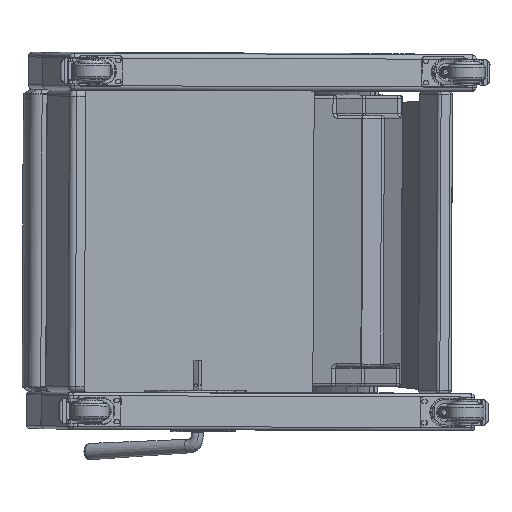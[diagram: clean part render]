
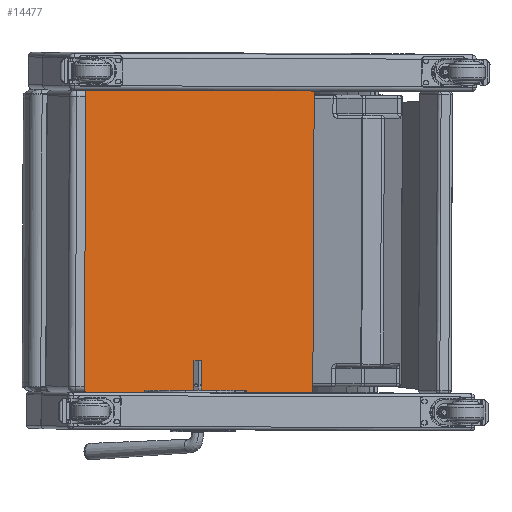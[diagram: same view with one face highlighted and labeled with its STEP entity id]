
A CAD part, front view. The second image highlights one B-rep face of the part: STEP entity #14477.
In plain terms, the highlighted face is planar.
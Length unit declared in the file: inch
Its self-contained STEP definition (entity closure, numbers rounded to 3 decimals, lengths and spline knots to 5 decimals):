
#705=PLANE('',#16039);
#1497=FACE_OUTER_BOUND('',#2453,.T.);
#2453=EDGE_LOOP('',(#10917,#10918,#10919,#10920));
#3432=LINE('',#31675,#4369);
#3439=LINE('',#31689,#4376);
#3441=LINE('',#31692,#4378);
#3444=LINE('',#31699,#4381);
#4369=VECTOR('',#18855,0.3937);
#4376=VECTOR('',#18864,0.3937);
#4378=VECTOR('',#18868,0.3937);
#4381=VECTOR('',#18879,0.3937);
#6430=VERTEX_POINT('',#31672);
#6431=VERTEX_POINT('',#31674);
#6436=VERTEX_POINT('',#31686);
#6437=VERTEX_POINT('',#31688);
#8058=EDGE_CURVE('',#6430,#6431,#3432,.T.);
#8065=EDGE_CURVE('',#6436,#6437,#3439,.T.);
#8067=EDGE_CURVE('',#6430,#6437,#3441,.T.);
#8070=EDGE_CURVE('',#6436,#6431,#3444,.T.);
#10917=ORIENTED_EDGE('',*,*,#8070,.T.);
#10918=ORIENTED_EDGE('',*,*,#8058,.F.);
#10919=ORIENTED_EDGE('',*,*,#8067,.T.);
#10920=ORIENTED_EDGE('',*,*,#8065,.F.);
#14477=ADVANCED_FACE('',(#1497),#705,.T.);
#16039=AXIS2_PLACEMENT_3D('',#31700,#18880,#18881);
#18855=DIRECTION('',(1.,0.,0.));
#18864=DIRECTION('',(-1.,0.,0.));
#18868=DIRECTION('',(0.,0.,-1.));
#18879=DIRECTION('',(0.,0.,1.));
#18880=DIRECTION('center_axis',(0.,-1.,0.));
#18881=DIRECTION('ref_axis',(1.,0.,0.));
#31672=CARTESIAN_POINT('',(-12.33407,-1.97439,12.3125));
#31674=CARTESIAN_POINT('',(6.68333,-1.97439,12.3125));
#31675=CARTESIAN_POINT('',(-12.33407,-1.97439,12.3125));
#31686=CARTESIAN_POINT('',(6.68333,-1.97439,-12.3125));
#31688=CARTESIAN_POINT('',(-12.33407,-1.97439,-12.3125));
#31689=CARTESIAN_POINT('',(-12.33407,-1.97439,-12.3125));
#31692=CARTESIAN_POINT('',(-12.33407,-1.97439,0.));
#31699=CARTESIAN_POINT('',(6.68333,-1.97439,0.));
#31700=CARTESIAN_POINT('Origin',(-12.33407,-1.97439,0.));
